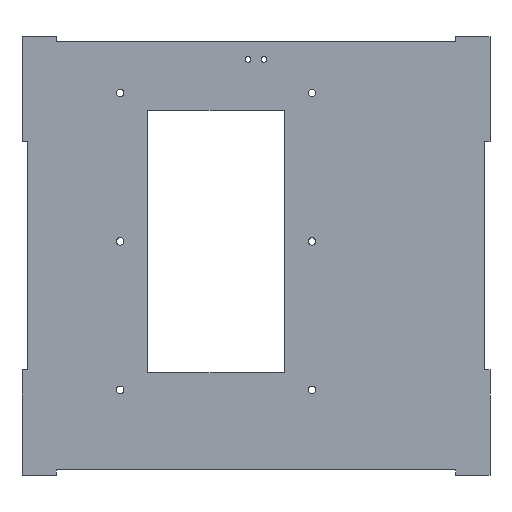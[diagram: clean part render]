
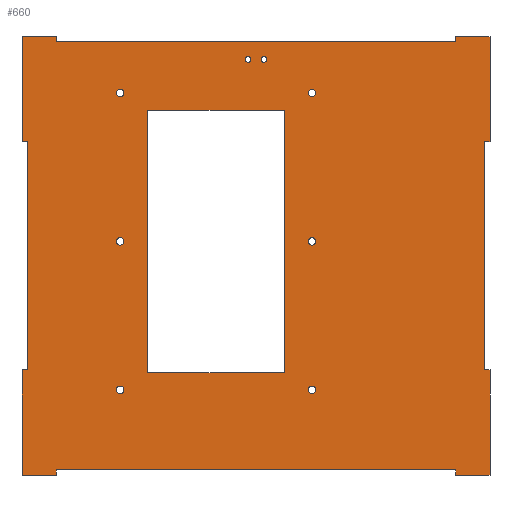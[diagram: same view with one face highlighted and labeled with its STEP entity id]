
A CAD part, front view. The second image highlights one B-rep face of the part: STEP entity #660.
In plain terms, the highlighted planar face has unit normal (0, -1, 0).
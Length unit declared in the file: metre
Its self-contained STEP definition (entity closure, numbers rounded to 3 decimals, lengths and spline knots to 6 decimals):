
#15=LINE('',#954,#87);
#39=LINE('',#1018,#111);
#40=LINE('',#1021,#112);
#41=LINE('',#1023,#113);
#42=LINE('',#1025,#114);
#43=LINE('',#1026,#115);
#44=LINE('',#1028,#116);
#45=LINE('',#1030,#117);
#46=LINE('',#1032,#118);
#47=LINE('',#1034,#119);
#48=LINE('',#1036,#120);
#49=LINE('',#1038,#121);
#50=LINE('',#1040,#122);
#51=LINE('',#1042,#123);
#52=LINE('',#1044,#124);
#53=LINE('',#1046,#125);
#54=LINE('',#1048,#126);
#55=LINE('',#1050,#127);
#56=LINE('',#1052,#128);
#57=LINE('',#1054,#129);
#58=LINE('',#1056,#130);
#59=LINE('',#1058,#131);
#60=LINE('',#1060,#132);
#61=LINE('',#1062,#133);
#87=VECTOR('',#782,1.);
#111=VECTOR('',#826,1.);
#112=VECTOR('',#827,1.);
#113=VECTOR('',#828,1.);
#114=VECTOR('',#829,1.);
#115=VECTOR('',#830,1.);
#116=VECTOR('',#831,1.);
#117=VECTOR('',#832,1.);
#118=VECTOR('',#833,1.);
#119=VECTOR('',#834,1.);
#120=VECTOR('',#835,1.);
#121=VECTOR('',#836,1.);
#122=VECTOR('',#837,1.);
#123=VECTOR('',#838,1.);
#124=VECTOR('',#839,1.);
#125=VECTOR('',#840,1.);
#126=VECTOR('',#841,1.);
#127=VECTOR('',#842,1.);
#128=VECTOR('',#843,1.);
#129=VECTOR('',#844,1.);
#130=VECTOR('',#845,1.);
#131=VECTOR('',#846,1.);
#132=VECTOR('',#847,1.);
#133=VECTOR('',#848,1.);
#158=PLANE('',#719);
#226=ORIENTED_EDGE('',*,*,#397,.T.);
#227=ORIENTED_EDGE('',*,*,#398,.F.);
#228=ORIENTED_EDGE('',*,*,#359,.T.);
#229=ORIENTED_EDGE('',*,*,#361,.T.);
#230=ORIENTED_EDGE('',*,*,#399,.T.);
#231=ORIENTED_EDGE('',*,*,#363,.F.);
#232=ORIENTED_EDGE('',*,*,#365,.F.);
#233=ORIENTED_EDGE('',*,*,#400,.F.);
#234=ORIENTED_EDGE('',*,*,#401,.F.);
#235=ORIENTED_EDGE('',*,*,#402,.T.);
#236=ORIENTED_EDGE('',*,*,#403,.T.);
#237=ORIENTED_EDGE('',*,*,#404,.F.);
#238=ORIENTED_EDGE('',*,*,#405,.F.);
#239=ORIENTED_EDGE('',*,*,#369,.T.);
#240=ORIENTED_EDGE('',*,*,#406,.T.);
#241=ORIENTED_EDGE('',*,*,#407,.F.);
#242=ORIENTED_EDGE('',*,*,#408,.F.);
#243=ORIENTED_EDGE('',*,*,#409,.T.);
#244=ORIENTED_EDGE('',*,*,#410,.F.);
#245=ORIENTED_EDGE('',*,*,#411,.T.);
#246=ORIENTED_EDGE('',*,*,#412,.T.);
#247=ORIENTED_EDGE('',*,*,#413,.F.);
#248=ORIENTED_EDGE('',*,*,#414,.F.);
#249=ORIENTED_EDGE('',*,*,#415,.F.);
#250=ORIENTED_EDGE('',*,*,#416,.T.);
#251=ORIENTED_EDGE('',*,*,#417,.F.);
#252=ORIENTED_EDGE('',*,*,#418,.T.);
#253=ORIENTED_EDGE('',*,*,#419,.T.);
#254=ORIENTED_EDGE('',*,*,#420,.F.);
#255=ORIENTED_EDGE('',*,*,#421,.T.);
#256=ORIENTED_EDGE('',*,*,#422,.T.);
#257=ORIENTED_EDGE('',*,*,#423,.T.);
#359=EDGE_CURVE('',#447,#447,#511,.T.);
#361=EDGE_CURVE('',#449,#449,#513,.T.);
#363=EDGE_CURVE('',#451,#451,#515,.T.);
#365=EDGE_CURVE('',#453,#453,#517,.T.);
#369=EDGE_CURVE('',#455,#457,#15,.T.);
#397=EDGE_CURVE('',#484,#484,#522,.T.);
#398=EDGE_CURVE('',#485,#485,#523,.T.);
#399=EDGE_CURVE('',#486,#486,#524,.T.);
#400=EDGE_CURVE('',#487,#487,#525,.T.);
#401=EDGE_CURVE('',#488,#489,#39,.T.);
#402=EDGE_CURVE('',#488,#490,#40,.T.);
#403=EDGE_CURVE('',#490,#491,#41,.T.);
#404=EDGE_CURVE('',#489,#491,#42,.T.);
#405=EDGE_CURVE('',#455,#492,#43,.T.);
#406=EDGE_CURVE('',#457,#493,#44,.T.);
#407=EDGE_CURVE('',#494,#493,#45,.T.);
#408=EDGE_CURVE('',#495,#494,#46,.T.);
#409=EDGE_CURVE('',#495,#496,#47,.T.);
#410=EDGE_CURVE('',#497,#496,#48,.T.);
#411=EDGE_CURVE('',#497,#498,#49,.T.);
#412=EDGE_CURVE('',#498,#499,#50,.T.);
#413=EDGE_CURVE('',#500,#499,#51,.T.);
#414=EDGE_CURVE('',#501,#500,#52,.T.);
#415=EDGE_CURVE('',#502,#501,#53,.T.);
#416=EDGE_CURVE('',#502,#503,#54,.T.);
#417=EDGE_CURVE('',#504,#503,#55,.T.);
#418=EDGE_CURVE('',#504,#505,#56,.T.);
#419=EDGE_CURVE('',#505,#506,#57,.T.);
#420=EDGE_CURVE('',#507,#506,#58,.T.);
#421=EDGE_CURVE('',#507,#508,#59,.T.);
#422=EDGE_CURVE('',#508,#509,#60,.T.);
#423=EDGE_CURVE('',#509,#492,#61,.T.);
#447=VERTEX_POINT('',#930);
#449=VERTEX_POINT('',#935);
#451=VERTEX_POINT('',#940);
#453=VERTEX_POINT('',#945);
#455=VERTEX_POINT('',#949);
#457=VERTEX_POINT('',#953);
#484=VERTEX_POINT('',#1011);
#485=VERTEX_POINT('',#1013);
#486=VERTEX_POINT('',#1015);
#487=VERTEX_POINT('',#1017);
#488=VERTEX_POINT('',#1019);
#489=VERTEX_POINT('',#1020);
#490=VERTEX_POINT('',#1022);
#491=VERTEX_POINT('',#1024);
#492=VERTEX_POINT('',#1027);
#493=VERTEX_POINT('',#1029);
#494=VERTEX_POINT('',#1031);
#495=VERTEX_POINT('',#1033);
#496=VERTEX_POINT('',#1035);
#497=VERTEX_POINT('',#1037);
#498=VERTEX_POINT('',#1039);
#499=VERTEX_POINT('',#1041);
#500=VERTEX_POINT('',#1043);
#501=VERTEX_POINT('',#1045);
#502=VERTEX_POINT('',#1047);
#503=VERTEX_POINT('',#1049);
#504=VERTEX_POINT('',#1051);
#505=VERTEX_POINT('',#1053);
#506=VERTEX_POINT('',#1055);
#507=VERTEX_POINT('',#1057);
#508=VERTEX_POINT('',#1059);
#509=VERTEX_POINT('',#1061);
#511=CIRCLE('',#703,0.00325);
#513=CIRCLE('',#706,0.00325);
#515=CIRCLE('',#709,0.00325);
#517=CIRCLE('',#712,0.00325);
#522=CIRCLE('',#720,0.00255);
#523=CIRCLE('',#721,0.00255);
#524=CIRCLE('',#722,0.00325);
#525=CIRCLE('',#723,0.00325);
#545=EDGE_LOOP('',(#226));
#546=EDGE_LOOP('',(#227));
#547=EDGE_LOOP('',(#228));
#548=EDGE_LOOP('',(#229));
#549=EDGE_LOOP('',(#230));
#550=EDGE_LOOP('',(#231));
#551=EDGE_LOOP('',(#232));
#552=EDGE_LOOP('',(#233));
#553=EDGE_LOOP('',(#234,#235,#236,#237));
#554=EDGE_LOOP('',(#238,#239,#240,#241,#242,#243,#244,#245,#246,#247,#248,
#249,#250,#251,#252,#253,#254,#255,#256,#257));
#605=FACE_BOUND('',#545,.T.);
#606=FACE_BOUND('',#546,.T.);
#607=FACE_BOUND('',#547,.T.);
#608=FACE_BOUND('',#548,.T.);
#609=FACE_BOUND('',#549,.T.);
#610=FACE_BOUND('',#550,.T.);
#611=FACE_BOUND('',#551,.T.);
#612=FACE_BOUND('',#552,.T.);
#613=FACE_BOUND('',#553,.T.);
#614=FACE_BOUND('',#554,.T.);
#660=ADVANCED_FACE('',(#605,#606,#607,#608,#609,#610,#611,#612,#613,#614),
#158,.T.);
#703=AXIS2_PLACEMENT_3D('',#929,#757,#758);
#706=AXIS2_PLACEMENT_3D('',#934,#763,#764);
#709=AXIS2_PLACEMENT_3D('',#939,#769,#770);
#712=AXIS2_PLACEMENT_3D('',#944,#775,#776);
#719=AXIS2_PLACEMENT_3D('',#1009,#816,#817);
#720=AXIS2_PLACEMENT_3D('',#1010,#818,#819);
#721=AXIS2_PLACEMENT_3D('',#1012,#820,#821);
#722=AXIS2_PLACEMENT_3D('',#1014,#822,#823);
#723=AXIS2_PLACEMENT_3D('',#1016,#824,#825);
#757=DIRECTION('',(0.,1.,0.));
#758=DIRECTION('',(0.,0.,-1.));
#763=DIRECTION('',(0.,1.,0.));
#764=DIRECTION('',(0.,0.,-1.));
#769=DIRECTION('',(0.,-1.,0.));
#770=DIRECTION('',(0.,0.,-1.));
#775=DIRECTION('',(0.,-1.,0.));
#776=DIRECTION('',(0.,0.,-1.));
#782=DIRECTION('',(1.,0.,0.));
#816=DIRECTION('',(0.,-1.,0.));
#817=DIRECTION('',(1.,0.,0.));
#818=DIRECTION('',(0.,1.,0.));
#819=DIRECTION('',(0.,0.,-1.));
#820=DIRECTION('',(0.,-1.,0.));
#821=DIRECTION('',(0.,0.,-1.));
#822=DIRECTION('',(0.,1.,0.));
#823=DIRECTION('',(0.,0.,-1.));
#824=DIRECTION('',(0.,-1.,0.));
#825=DIRECTION('',(0.,0.,-1.));
#826=DIRECTION('',(0.,0.,-1.));
#827=DIRECTION('',(1.,0.,0.));
#828=DIRECTION('',(0.,0.,-1.));
#829=DIRECTION('',(1.,0.,0.));
#830=DIRECTION('',(0.,0.,1.));
#831=DIRECTION('',(0.,0.,1.));
#832=DIRECTION('',(1.,0.,0.));
#833=DIRECTION('',(0.,0.,-1.));
#834=DIRECTION('',(1.,0.,0.));
#835=DIRECTION('',(0.,0.,-1.));
#836=DIRECTION('',(-1.,0.,0.));
#837=DIRECTION('',(0.,0.,-1.));
#838=DIRECTION('',(1.,0.,0.));
#839=DIRECTION('',(0.,0.,-1.));
#840=DIRECTION('',(1.,0.,0.));
#841=DIRECTION('',(0.,0.,-1.));
#842=DIRECTION('',(-1.,0.,0.));
#843=DIRECTION('',(0.,0.,-1.));
#844=DIRECTION('',(-1.,0.,0.));
#845=DIRECTION('',(0.,0.,1.));
#846=DIRECTION('',(1.,0.,0.));
#847=DIRECTION('',(0.,0.,1.));
#848=DIRECTION('',(1.,0.,0.));
#929=CARTESIAN_POINT('',(0.049,-0.005,-0.1175));
#930=CARTESIAN_POINT('',(0.049,-0.005,-0.12075));
#934=CARTESIAN_POINT('',(0.049,-0.005,0.1425));
#935=CARTESIAN_POINT('',(0.049,-0.005,0.13925));
#939=CARTESIAN_POINT('',(-0.119,-0.005,-0.1175));
#940=CARTESIAN_POINT('',(-0.119,-0.005,-0.12075));
#944=CARTESIAN_POINT('',(-0.119,-0.005,0.1425));
#945=CARTESIAN_POINT('',(-0.119,-0.005,0.13925));
#949=CARTESIAN_POINT('',(0.175,-0.005,-0.1925));
#953=CARTESIAN_POINT('',(0.205,-0.005,-0.1925));
#954=CARTESIAN_POINT('',(0.,-0.005,-0.1925));
#1009=CARTESIAN_POINT('',(0.,-0.005,0.));
#1010=CARTESIAN_POINT('',(0.007,-0.005,0.172));
#1011=CARTESIAN_POINT('',(0.007,-0.005,0.16945));
#1012=CARTESIAN_POINT('',(-0.007,-0.005,0.172));
#1013=CARTESIAN_POINT('',(-0.007,-0.005,0.16945));
#1014=CARTESIAN_POINT('',(0.049,-0.005,0.0125));
#1015=CARTESIAN_POINT('',(0.049,-0.005,0.00925));
#1016=CARTESIAN_POINT('',(-0.119,-0.005,0.0125));
#1017=CARTESIAN_POINT('',(-0.119,-0.005,0.00925));
#1018=CARTESIAN_POINT('',(-0.095,-0.005,0.0125));
#1019=CARTESIAN_POINT('',(-0.095,-0.005,0.1275));
#1020=CARTESIAN_POINT('',(-0.095,-0.005,-0.1025));
#1021=CARTESIAN_POINT('',(-0.035,-0.005,0.1275));
#1022=CARTESIAN_POINT('',(0.025,-0.005,0.1275));
#1023=CARTESIAN_POINT('',(0.025,-0.005,0.0125));
#1024=CARTESIAN_POINT('',(0.025,-0.005,-0.1025));
#1025=CARTESIAN_POINT('',(-0.035,-0.005,-0.1025));
#1026=CARTESIAN_POINT('',(0.175,-0.005,-0.19));
#1027=CARTESIAN_POINT('',(0.175,-0.005,-0.1875));
#1028=CARTESIAN_POINT('',(0.205,-0.005,-0.14625));
#1029=CARTESIAN_POINT('',(0.205,-0.005,-0.1));
#1030=CARTESIAN_POINT('',(0.2025,-0.005,-0.1));
#1031=CARTESIAN_POINT('',(0.2,-0.005,-0.1));
#1032=CARTESIAN_POINT('',(0.2,-0.005,0.));
#1033=CARTESIAN_POINT('',(0.2,-0.005,0.1));
#1034=CARTESIAN_POINT('',(0.2025,-0.005,0.1));
#1035=CARTESIAN_POINT('',(0.205,-0.005,0.1));
#1036=CARTESIAN_POINT('',(0.205,-0.005,0.14625));
#1037=CARTESIAN_POINT('',(0.205,-0.005,0.192));
#1038=CARTESIAN_POINT('',(0.19,-0.005,0.192));
#1039=CARTESIAN_POINT('',(0.175,-0.005,0.192));
#1040=CARTESIAN_POINT('',(0.175,-0.005,0.19));
#1041=CARTESIAN_POINT('',(0.175,-0.005,0.1875));
#1042=CARTESIAN_POINT('',(0.,-0.005,0.1875));
#1043=CARTESIAN_POINT('',(-0.175,-0.005,0.1875));
#1044=CARTESIAN_POINT('',(-0.175,-0.005,0.19));
#1045=CARTESIAN_POINT('',(-0.175,-0.005,0.192));
#1046=CARTESIAN_POINT('',(-0.19,-0.005,0.192));
#1047=CARTESIAN_POINT('',(-0.205,-0.005,0.192));
#1048=CARTESIAN_POINT('',(-0.205,-0.005,0.14625));
#1049=CARTESIAN_POINT('',(-0.205,-0.005,0.1));
#1050=CARTESIAN_POINT('',(-0.2025,-0.005,0.1));
#1051=CARTESIAN_POINT('',(-0.2,-0.005,0.1));
#1052=CARTESIAN_POINT('',(-0.2,-0.005,0.));
#1053=CARTESIAN_POINT('',(-0.2,-0.005,-0.1));
#1054=CARTESIAN_POINT('',(-0.2025,-0.005,-0.1));
#1055=CARTESIAN_POINT('',(-0.205,-0.005,-0.1));
#1056=CARTESIAN_POINT('',(-0.205,-0.005,-0.14625));
#1057=CARTESIAN_POINT('',(-0.205,-0.005,-0.1925));
#1058=CARTESIAN_POINT('',(0.,-0.005,-0.1925));
#1059=CARTESIAN_POINT('',(-0.175,-0.005,-0.1925));
#1060=CARTESIAN_POINT('',(-0.175,-0.005,-0.19));
#1061=CARTESIAN_POINT('',(-0.175,-0.005,-0.1875));
#1062=CARTESIAN_POINT('',(0.,-0.005,-0.1875));
